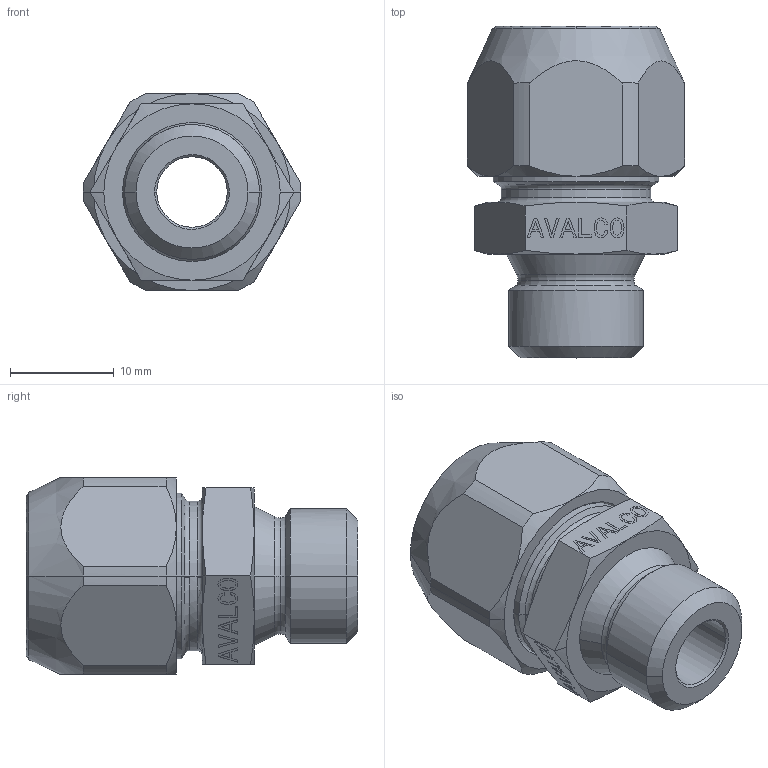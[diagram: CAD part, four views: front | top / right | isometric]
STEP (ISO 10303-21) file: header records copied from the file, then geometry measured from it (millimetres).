
FILE_DESCRIPTION(( 'CX.12.12.14.stp' ), '1');
FILE_NAME( 'CX.12.12.14.stp', '2021-03-02T15:05:43',( 'Sopra'),('sopra-pneumatic.com'), 'SwSTEP 2.0','SolidWorks 2009','' );
FILE_SCHEMA(('CONFIG_CONTROL_DESIGN'));
Length unit declared in the file: millimetre
Products named in the file (1): BS511-12G14
Bounding box: 21 x 32 x 19 mm (x, y, z)
Volume: 5189.5 mm3; surface area: 3627 mm2
Topology: 1 solids, 1 shells, 440 faces, 1159 edges, 754 vertices
Faces by surface type: plane 356, cone 44, cylinder 22, torus 18
Entity records: 13540 total; most frequent: CARTESIAN_POINT 3055, ORIENTED_EDGE 2318, DIRECTION 1832, EDGE_CURVE 1159, VECTOR 987, LINE 987, VERTEX_POINT 758, AXIS2_PLACEMENT_3D 478
